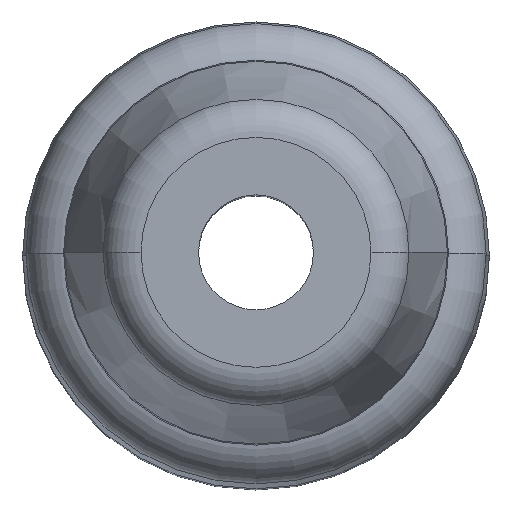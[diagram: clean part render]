
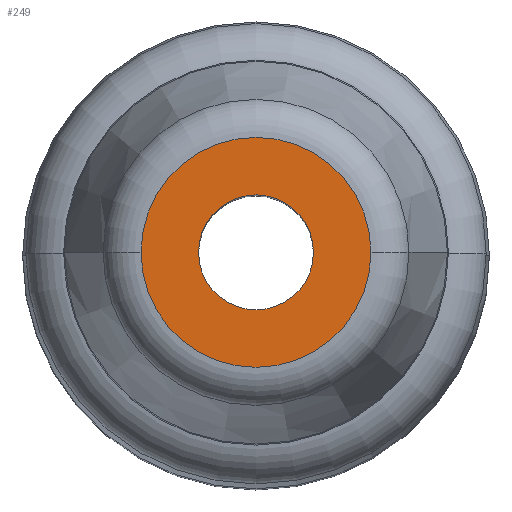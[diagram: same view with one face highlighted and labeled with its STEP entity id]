
A CAD part, top view. The second image highlights one B-rep face of the part: STEP entity #249.
In plain terms, the highlighted planar face has unit normal (0, 0, 1).
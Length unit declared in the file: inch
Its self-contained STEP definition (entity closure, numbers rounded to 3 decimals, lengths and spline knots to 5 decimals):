
#2 = FACE_OUTER_BOUND ( 'NONE', #1229, .T. ) ;
#34 = DIRECTION ( 'NONE',  ( 0., 0., 1. ) ) ;
#92 = CARTESIAN_POINT ( 'NONE',  ( 0., 0., 0. ) ) ;
#100 = EDGE_CURVE ( 'NONE', #1224, #1151, #784, .T. ) ;
#108 = AXIS2_PLACEMENT_3D ( 'NONE', #1161, #299, #700 ) ;
#146 = CARTESIAN_POINT ( 'NONE',  ( 0., 0., 0. ) ) ;
#190 = ORIENTED_EDGE ( 'NONE', *, *, #516, .T. ) ;
#205 = ORIENTED_EDGE ( 'NONE', *, *, #100, .F. ) ;
#210 = AXIS2_PLACEMENT_3D ( 'NONE', #92, #281, #275 ) ;
#222 = DIRECTION ( 'NONE',  ( 0., 0., 1. ) ) ;
#238 = ORIENTED_EDGE ( 'NONE', *, *, #954, .T. ) ;
#249 = ADVANCED_FACE ( 'NONE', ( #2, #380 ), #792, .F. ) ;
#260 = ORIENTED_EDGE ( 'NONE', *, *, #537, .F. ) ;
#275 = DIRECTION ( 'NONE',  ( 1., 0., 0. ) ) ;
#281 = DIRECTION ( 'NONE',  ( 0., 0., 1. ) ) ;
#294 = AXIS2_PLACEMENT_3D ( 'NONE', #921, #34, #417 ) ;
#299 = DIRECTION ( 'NONE',  ( 0., 0., -1. ) ) ;
#307 = CARTESIAN_POINT ( 'NONE',  ( -0.17706, 0., 0. ) ) ;
#341 = CIRCLE ( 'NONE', #1013, 0.17706 ) ;
#380 = FACE_BOUND ( 'NONE', #583, .T. ) ;
#417 = DIRECTION ( 'NONE',  ( 1., 0., 0. ) ) ;
#467 = VERTEX_POINT ( 'NONE', #999 ) ;
#490 = AXIS2_PLACEMENT_3D ( 'NONE', #146, #535, #936 ) ;
#516 = EDGE_CURVE ( 'NONE', #654, #467, #341, .T. ) ;
#535 = DIRECTION ( 'NONE',  ( 0., 0., 1. ) ) ;
#537 = EDGE_CURVE ( 'NONE', #1151, #1224, #1165, .T. ) ;
#583 = EDGE_LOOP ( 'NONE', ( #205, #260 ) ) ;
#621 = DIRECTION ( 'NONE',  ( -1., 0., 0. ) ) ;
#654 = VERTEX_POINT ( 'NONE', #307 ) ;
#700 = DIRECTION ( 'NONE',  ( -1., 0., 0. ) ) ;
#752 = CARTESIAN_POINT ( 'NONE',  ( -0.0885, 0., 0. ) ) ;
#784 = CIRCLE ( 'NONE', #210, 0.0885 ) ;
#792 = PLANE ( 'NONE',  #108 ) ;
#859 = CARTESIAN_POINT ( 'NONE',  ( 0.0885, 0., 0. ) ) ;
#921 = CARTESIAN_POINT ( 'NONE',  ( 0., 0., 0. ) ) ;
#936 = DIRECTION ( 'NONE',  ( -1., 0., 0. ) ) ;
#954 = EDGE_CURVE ( 'NONE', #467, #654, #1050, .T. ) ;
#999 = CARTESIAN_POINT ( 'NONE',  ( 0.17706, 0., 0. ) ) ;
#1013 = AXIS2_PLACEMENT_3D ( 'NONE', #1093, #222, #621 ) ;
#1050 = CIRCLE ( 'NONE', #490, 0.17706 ) ;
#1093 = CARTESIAN_POINT ( 'NONE',  ( 0., 0., 0. ) ) ;
#1151 = VERTEX_POINT ( 'NONE', #752 ) ;
#1161 = CARTESIAN_POINT ( 'NONE',  ( -0.0885, 0., 0. ) ) ;
#1165 = CIRCLE ( 'NONE', #294, 0.0885 ) ;
#1224 = VERTEX_POINT ( 'NONE', #859 ) ;
#1229 = EDGE_LOOP ( 'NONE', ( #190, #238 ) ) ;
